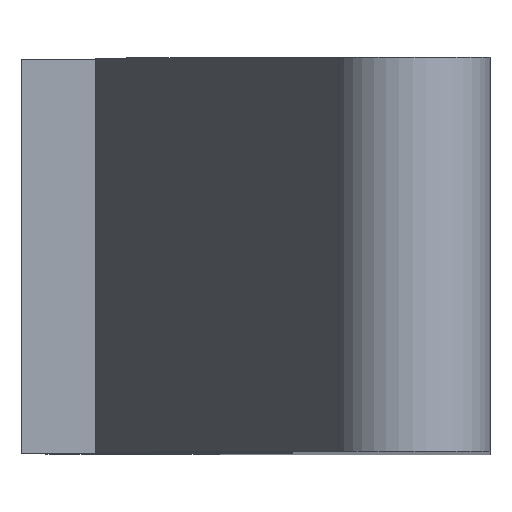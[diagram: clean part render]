
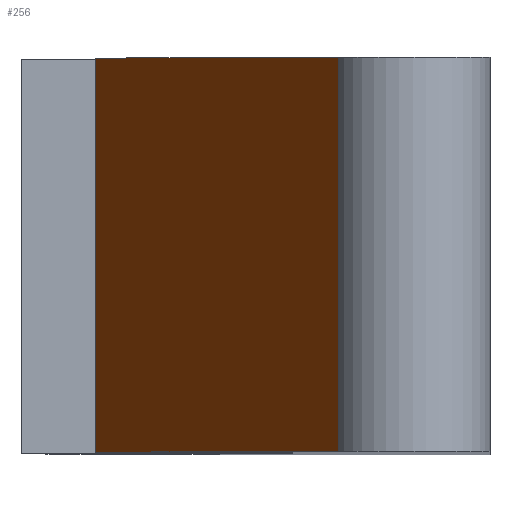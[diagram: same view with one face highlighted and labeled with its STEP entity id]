
A CAD part, top view. The second image highlights one B-rep face of the part: STEP entity #256.
In plain terms, the highlighted planar face has unit normal (-0.925, 0, 0.379).
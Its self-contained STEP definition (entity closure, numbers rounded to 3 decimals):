
#134=EDGE_CURVE('',#294,#306,#358,.T.);
#156=VERTEX_POINT('',#382);
#190=VERTEX_POINT('',#423);
#256=ADVANCED_FACE('',(#496),#497,.T.);
#288=EDGE_CURVE('',#156,#306,#531,.T.);
#294=VERTEX_POINT('',#538);
#306=VERTEX_POINT('',#550);
#308=EDGE_CURVE('',#294,#190,#552,.T.);
#332=EDGE_CURVE('',#190,#156,#579,.T.);
#358=LINE('',#602,#603);
#382=CARTESIAN_POINT('',(-2.5,-4.0,17.));
#423=CARTESIAN_POINT('',(-2.5,4.0,17.));
#496=FACE_OUTER_BOUND('',#793,.T.);
#497=PLANE('',#794);
#531=LINE('',#836,#837);
#538=CARTESIAN_POINT('',(2.419,4.0,29.007));
#550=CARTESIAN_POINT('',(2.419,-4.0,29.007));
#552=LINE('',#865,#866);
#579=LINE('',#900,#901);
#602=CARTESIAN_POINT('',(2.419,4.0,29.007));
#603=VECTOR('',#910,1.0);
#793=EDGE_LOOP('',(#1072,#1073,#1074,#1075));
#794=AXIS2_PLACEMENT_3D('',#1076,#1077,#1078);
#836=CARTESIAN_POINT('',(2.419,-4.0,29.007));
#837=VECTOR('',#1111,1.0);
#865=CARTESIAN_POINT('',(2.419,4.0,29.007));
#866=VECTOR('',#1128,1.0);
#900=CARTESIAN_POINT('',(-2.5,4.0,17.));
#901=VECTOR('',#1160,1.0);
#910=DIRECTION('',(0.0,-1.0,0.0));
#1072=ORIENTED_EDGE('',*,*,#288,.T.);
#1073=ORIENTED_EDGE('',*,*,#134,.F.);
#1074=ORIENTED_EDGE('',*,*,#308,.T.);
#1075=ORIENTED_EDGE('',*,*,#332,.T.);
#1076=CARTESIAN_POINT('',(-2.5,4.0,17.));
#1077=DIRECTION('',(-0.925,0.0,0.379));
#1078=DIRECTION('',(0.0,-1.0,0.0));
#1111=DIRECTION('',(0.379,0.0,0.925));
#1128=DIRECTION('',(-0.379,0.0,-0.925));
#1160=DIRECTION('',(0.0,-1.0,0.0));
